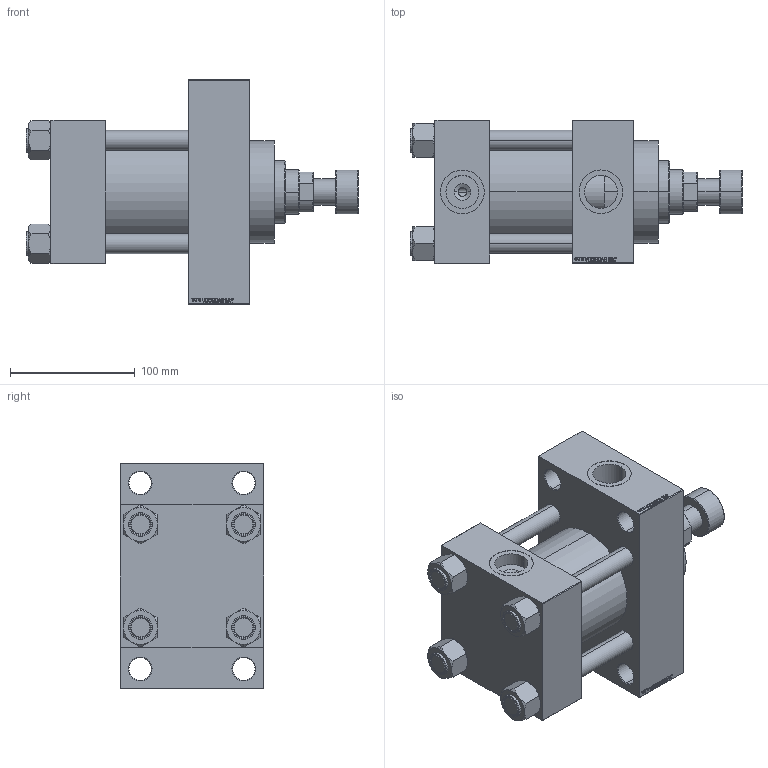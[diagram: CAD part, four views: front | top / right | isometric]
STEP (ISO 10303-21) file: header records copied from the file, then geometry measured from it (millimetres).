
FILE_DESCRIPTION (( 'STEP AP203' ), '1' );
FILE_NAME ('6fe0.STEP', '2022-08-31T11:52:39', ( '' ), ( '' ), 'SwSTEP 2.0', 'SolidWorks 2019', '' );
FILE_SCHEMA (( 'CONFIG_CONTROL_DESIGN' ));
Length unit declared in the file: millimetre
Products named in the file (7): V215CD_VC_A 8cd8d6ec78eedf22a01010f359135da0; 6fe0; V215CR_ROD_END_F 8cd8d6ec78eedf22a01010f359135da0; V215CD_D_Body 8cd8d6ec78eedf22a01010f359135da0; V215CD_VCP_D 8cd8d6ec78eedf22a01010f359135da0; V215CD_D_TYCINKA 8cd8d6ec78eedf22a01010f359135da0; V215CD_NUT_M5_D 8cd8d6ec78eedf22a01010f359135da0
Assembly tree (12 placements, depth 2):
  6fe0
    V215CD_D_Body 8cd8d6ec78eedf22a01010f359135da0
    V215CD_VC_A 8cd8d6ec78eedf22a01010f359135da0
    V215CD_VCP_D 8cd8d6ec78eedf22a01010f359135da0
    V215CD_D_TYCINKA 8cd8d6ec78eedf22a01010f359135da0  x4
    V215CD_NUT_M5_D 8cd8d6ec78eedf22a01010f359135da0  x4
    V215CR_ROD_END_F 8cd8d6ec78eedf22a01010f359135da0
Bounding box: 266 x 115 x 180 mm (x, y, z)
Volume: 2002736.5 mm3; surface area: 302044.1 mm2
Topology: 12 solids, 12 shells, 1173 faces, 2945 edges, 1911 vertices
Faces by surface type: plane 551, bspline 368, cone 146, cylinder 96, torus 12
Entity records: 48356 total; most frequent: CARTESIAN_POINT 25283, ORIENTED_EDGE 5154, DIRECTION 3385, EDGE_CURVE 2577, VERTEX_POINT 1689, LINE 1539, VECTOR 1539, EDGE_LOOP 1152
